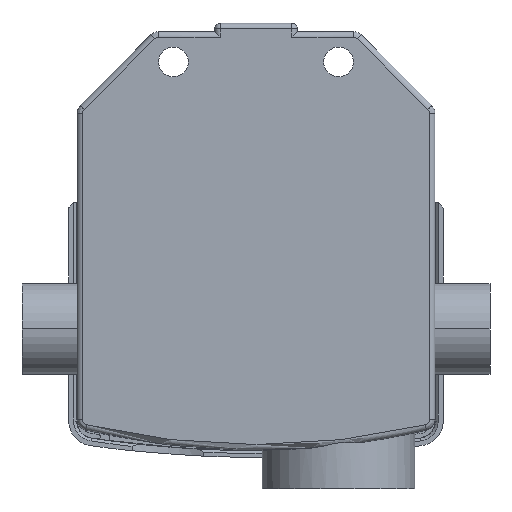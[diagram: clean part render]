
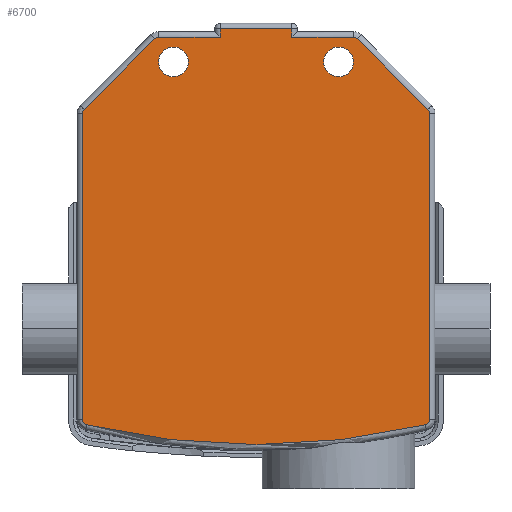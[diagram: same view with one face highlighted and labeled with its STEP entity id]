
A CAD part, front view. The second image highlights one B-rep face of the part: STEP entity #6700.
In plain terms, the highlighted planar face has unit normal (0, -1, 0).
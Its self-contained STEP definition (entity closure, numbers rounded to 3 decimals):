
#38=CARTESIAN_POINT('',(17.672,0.,30.));
#39=DIRECTION('',(0.,1.,0.));
#40=DIRECTION('',(0.,0.,1.));
#41=AXIS2_PLACEMENT_3D('',#38,#39,#40);
#43=DIRECTION('',(0.707,0.,-0.707));
#44=VECTOR('',#43,18.142);
#45=CARTESIAN_POINT('',(18.379,0.,30.707));
#46=LINE('',#45,#44);
#47=CARTESIAN_POINT('',(30.5,0.,17.172));
#48=DIRECTION('',(0.,1.,0.));
#49=DIRECTION('',(0.707,0.,0.707));
#50=AXIS2_PLACEMENT_3D('',#47,#48,#49);
#52=CARTESIAN_POINT('',(30.5,0.,-38.429));
#53=DIRECTION('',(0.,1.,0.));
#54=DIRECTION('',(1.,0.,0.));
#55=AXIS2_PLACEMENT_3D('',#52,#53,#54);
#57=CARTESIAN_POINT('',(0.,0.,90.031));
#58=DIRECTION('',(0.,1.,0.));
#59=DIRECTION('',(0.231,0.,-0.973));
#60=AXIS2_PLACEMENT_3D('',#57,#58,#59);
#62=CARTESIAN_POINT('',(-30.5,0.,-38.429));
#63=DIRECTION('',(0.,1.,0.));
#64=DIRECTION('',(-0.231,0.,-0.973));
#65=AXIS2_PLACEMENT_3D('',#62,#63,#64);
#67=CARTESIAN_POINT('',(-30.5,0.,
17.172));
#68=DIRECTION('',(0.,1.,0.));
#69=DIRECTION('',(-1.,0.,0.));
#70=AXIS2_PLACEMENT_3D('',#67,#68,#69);
#72=DIRECTION('',(0.707,0.,0.707));
#73=VECTOR('',#72,18.142);
#74=CARTESIAN_POINT('',(-31.207,0.,
17.879));
#75=LINE('',#74,#73);
#76=CARTESIAN_POINT('',(-17.672,0.,
30.));
#77=DIRECTION('',(0.,1.,0.));
#78=DIRECTION('',(-0.707,0.,0.707));
#79=AXIS2_PLACEMENT_3D('',#76,#77,#78);
#81=CARTESIAN_POINT('',(15.,0.,26.5));
#82=DIRECTION('',(0.,-1.,0.));
#83=DIRECTION('',(-1.,0.,0.));
#84=AXIS2_PLACEMENT_3D('',#81,#82,#83);
#86=CARTESIAN_POINT('',(15.,0.,26.5));
#87=DIRECTION('',(0.,-1.,0.));
#88=DIRECTION('',(1.,0.,0.));
#89=AXIS2_PLACEMENT_3D('',#86,#87,#88);
#91=CARTESIAN_POINT('',(-15.,0.,26.5));
#92=DIRECTION('',(0.,-1.,0.));
#93=DIRECTION('',(-1.,0.,0.));
#94=AXIS2_PLACEMENT_3D('',#91,#92,#93);
#96=CARTESIAN_POINT('',(-15.,0.,26.5));
#97=DIRECTION('',(0.,-1.,0.));
#98=DIRECTION('',(1.,0.,0.));
#99=AXIS2_PLACEMENT_3D('',#96,#97,#98);
#101=DIRECTION('',(0.,0.,1.));
#102=VECTOR('',#101,1.5);
#103=CARTESIAN_POINT('',(6.5,0.,31.));
#104=LINE('',#103,#102);
#132=DIRECTION('',(-1.,0.,0.));
#133=VECTOR('',#132,13.);
#134=CARTESIAN_POINT('',(6.5,0.,32.5));
#135=LINE('',#134,#133);
#1743=DIRECTION('',(0.,0.,-1.));
#1744=VECTOR('',#1743,55.6);
#1745=CARTESIAN_POINT('',(-31.5,0.,
17.172));
#1746=LINE('',#1745,#1744);
#1785=DIRECTION('',(-1.,0.,0.));
#1786=VECTOR('',#1785,11.172);
#1787=CARTESIAN_POINT('',(-6.5,0.,31.));
#1788=LINE('',#1787,#1786);
#1797=DIRECTION('',(0.,0.,-1.));
#1798=VECTOR('',#1797,1.5);
#1799=CARTESIAN_POINT('',(-6.5,0.,32.5));
#1800=LINE('',#1799,#1798);
#1839=DIRECTION('',(0.,0.,1.));
#1840=VECTOR('',#1839,55.6);
#1841=CARTESIAN_POINT('',(31.5,0.,
-38.429));
#1842=LINE('',#1841,#1840);
#1885=DIRECTION('',(-1.,0.,0.));
#1886=VECTOR('',#1885,11.172);
#1887=CARTESIAN_POINT('',(17.672,0.,
31.));
#1888=LINE('',#1887,#1886);
#5731=CARTESIAN_POINT('',(6.5,0.,31.));
#5732=CARTESIAN_POINT('',(6.5,0.,32.5));
#5733=VERTEX_POINT('',#5731);
#5734=VERTEX_POINT('',#5732);
#5735=CARTESIAN_POINT('',(17.672,0.,
31.));
#5736=VERTEX_POINT('',#5735);
#5737=CARTESIAN_POINT('',(18.379,0.,
30.707));
#5738=VERTEX_POINT('',#5737);
#5739=CARTESIAN_POINT('',(31.207,0.,17.879));
#5740=VERTEX_POINT('',#5739);
#5741=CARTESIAN_POINT('',(31.5,0.,17.172));
#5742=VERTEX_POINT('',#5741);
#5743=CARTESIAN_POINT('',(31.5,0.,
-38.429));
#5744=VERTEX_POINT('',#5743);
#5745=CARTESIAN_POINT('',(30.731,0.,-39.402));
#5746=VERTEX_POINT('',#5745);
#5747=CARTESIAN_POINT('',(-30.731,0.,-39.402));
#5748=VERTEX_POINT('',#5747);
#5749=CARTESIAN_POINT('',(-31.5,0.,-38.429));
#5750=VERTEX_POINT('',#5749);
#5751=CARTESIAN_POINT('',(-31.5,0.,
17.172));
#5752=VERTEX_POINT('',#5751);
#5753=CARTESIAN_POINT('',(-31.207,0.,
17.879));
#5754=VERTEX_POINT('',#5753);
#5755=CARTESIAN_POINT('',(-18.379,0.,
30.707));
#5756=VERTEX_POINT('',#5755);
#5757=CARTESIAN_POINT('',(-17.672,0.,
31.));
#5758=VERTEX_POINT('',#5757);
#5759=CARTESIAN_POINT('',(-6.5,0.,31.));
#5760=VERTEX_POINT('',#5759);
#5761=CARTESIAN_POINT('',(-6.5,0.,32.5));
#5762=VERTEX_POINT('',#5761);
#5763=CARTESIAN_POINT('',(12.3,0.,26.5));
#5764=CARTESIAN_POINT('',(17.7,0.,26.5));
#5765=VERTEX_POINT('',#5763);
#5766=VERTEX_POINT('',#5764);
#5767=CARTESIAN_POINT('',(-17.7,0.,26.5));
#5768=CARTESIAN_POINT('',(-12.3,0.,26.5));
#5769=VERTEX_POINT('',#5767);
#5770=VERTEX_POINT('',#5768);
#6649=CARTESIAN_POINT('',(0.,0.,0.));
#6650=DIRECTION('',(0.,1.,0.));
#6651=DIRECTION('',(1.,0.,0.));
#6652=AXIS2_PLACEMENT_3D('',#6649,#6650,#6651);
#6653=PLANE('',#6652);
#6655=ORIENTED_EDGE('',*,*,#6654,.F.);
#6657=ORIENTED_EDGE('',*,*,#6656,.F.);
#6659=ORIENTED_EDGE('',*,*,#6658,.T.);
#6661=ORIENTED_EDGE('',*,*,#6660,.T.);
#6663=ORIENTED_EDGE('',*,*,#6662,.T.);
#6665=ORIENTED_EDGE('',*,*,#6664,.F.);
#6667=ORIENTED_EDGE('',*,*,#6666,.T.);
#6669=ORIENTED_EDGE('',*,*,#6668,.T.);
#6671=ORIENTED_EDGE('',*,*,#6670,.T.);
#6673=ORIENTED_EDGE('',*,*,#6672,.F.);
#6675=ORIENTED_EDGE('',*,*,#6674,.T.);
#6677=ORIENTED_EDGE('',*,*,#6676,.T.);
#6679=ORIENTED_EDGE('',*,*,#6678,.T.);
#6681=ORIENTED_EDGE('',*,*,#6680,.F.);
#6683=ORIENTED_EDGE('',*,*,#6682,.F.);
#6685=ORIENTED_EDGE('',*,*,#6684,.F.);
#6686=EDGE_LOOP('',(#6655,#6657,#6659,#6661,#6663,#6665,#6667,#6669,#6671,#6673,
#6675,#6677,#6679,#6681,#6683,#6685));
#6687=FACE_OUTER_BOUND('',#6686,.F.);
#6689=ORIENTED_EDGE('',*,*,#6688,.T.);
#6691=ORIENTED_EDGE('',*,*,#6690,.T.);
#6692=EDGE_LOOP('',(#6689,#6691));
#6693=FACE_BOUND('',#6692,.F.);
#6695=ORIENTED_EDGE('',*,*,#6694,.T.);
#6697=ORIENTED_EDGE('',*,*,#6696,.T.);
#6698=EDGE_LOOP('',(#6695,#6697));
#6699=FACE_BOUND('',#6698,.F.);
#6700=ADVANCED_FACE('',(#6687,#6693,#6699),#6653,.F.);
#42=CIRCLE('',#41,1.);
#51=CIRCLE('',#50,1.);
#56=CIRCLE('',#55,1.);
#61=CIRCLE('',#60,133.031);
#66=CIRCLE('',#65,1.);
#71=CIRCLE('',#70,1.);
#80=CIRCLE('',#79,1.);
#85=CIRCLE('',#84,2.7);
#90=CIRCLE('',#89,2.7);
#95=CIRCLE('',#94,2.7);
#100=CIRCLE('',#99,2.7);
#6654=EDGE_CURVE('',#5733,#5734,#104,.T.);
#6656=EDGE_CURVE('',#5736,#5733,#1888,.T.);
#6658=EDGE_CURVE('',#5736,#5738,#42,.T.);
#6660=EDGE_CURVE('',#5738,#5740,#46,.T.);
#6662=EDGE_CURVE('',#5740,#5742,#51,.T.);
#6664=EDGE_CURVE('',#5744,#5742,#1842,.T.);
#6666=EDGE_CURVE('',#5744,#5746,#56,.T.);
#6668=EDGE_CURVE('',#5746,#5748,#61,.T.);
#6670=EDGE_CURVE('',#5748,#5750,#66,.T.);
#6672=EDGE_CURVE('',#5752,#5750,#1746,.T.);
#6674=EDGE_CURVE('',#5752,#5754,#71,.T.);
#6676=EDGE_CURVE('',#5754,#5756,#75,.T.);
#6678=EDGE_CURVE('',#5756,#5758,#80,.T.);
#6680=EDGE_CURVE('',#5760,#5758,#1788,.T.);
#6682=EDGE_CURVE('',#5762,#5760,#1800,.T.);
#6684=EDGE_CURVE('',#5734,#5762,#135,.T.);
#6688=EDGE_CURVE('',#5765,#5766,#85,.T.);
#6690=EDGE_CURVE('',#5766,#5765,#90,.T.);
#6694=EDGE_CURVE('',#5769,#5770,#95,.T.);
#6696=EDGE_CURVE('',#5770,#5769,#100,.T.);
